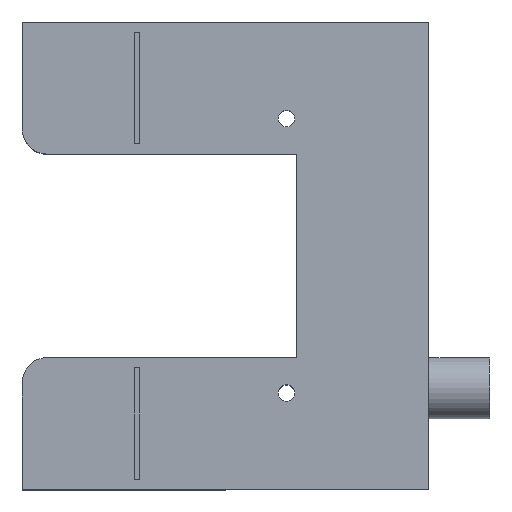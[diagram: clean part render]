
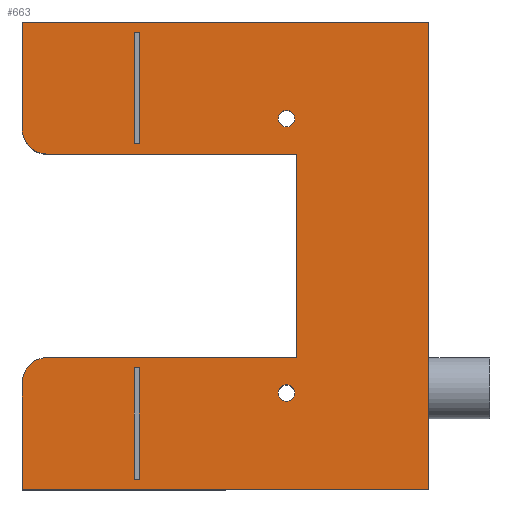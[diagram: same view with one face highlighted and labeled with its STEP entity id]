
A CAD part, top view. The second image highlights one B-rep face of the part: STEP entity #663.
In plain terms, the highlighted planar face has unit normal (0, 0, 1).
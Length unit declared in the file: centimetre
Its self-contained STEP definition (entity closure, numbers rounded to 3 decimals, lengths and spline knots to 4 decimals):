
#89=CIRCLE('',#700,0.5);
#90=CIRCLE('',#701,0.5);
#91=CIRCLE('',#702,0.1621);
#92=CIRCLE('',#703,0.1621);
#101=VERTEX_POINT('',#875);
#102=VERTEX_POINT('',#877);
#104=VERTEX_POINT('',#883);
#106=VERTEX_POINT('',#889);
#109=VERTEX_POINT('',#900);
#110=VERTEX_POINT('',#902);
#112=VERTEX_POINT('',#908);
#114=VERTEX_POINT('',#914);
#115=VERTEX_POINT('',#922);
#116=VERTEX_POINT('',#923);
#117=VERTEX_POINT('',#925);
#118=VERTEX_POINT('',#927);
#119=VERTEX_POINT('',#929);
#120=VERTEX_POINT('',#931);
#121=VERTEX_POINT('',#933);
#122=VERTEX_POINT('',#935);
#123=VERTEX_POINT('',#937);
#124=VERTEX_POINT('',#939);
#125=VERTEX_POINT('',#942);
#126=VERTEX_POINT('',#944);
#159=VECTOR('',#738,1.);
#162=VECTOR('',#742,1.);
#165=VECTOR('',#746,1.);
#168=VECTOR('',#750,1.);
#171=VECTOR('',#755,1.);
#174=VECTOR('',#759,1.);
#177=VECTOR('',#763,1.);
#180=VECTOR('',#767,1.);
#181=VECTOR('',#770,1.);
#182=VECTOR('',#771,1.);
#183=VECTOR('',#772,1.);
#184=VECTOR('',#773,1.);
#185=VECTOR('',#774,1.);
#186=VECTOR('',#777,1.);
#187=VECTOR('',#778,1.);
#188=VECTOR('',#779,1.);
#233=LINE('',#876,#159);
#236=LINE('',#882,#162);
#239=LINE('',#888,#165);
#242=LINE('',#893,#168);
#245=LINE('',#901,#171);
#248=LINE('',#907,#174);
#251=LINE('',#913,#177);
#254=LINE('',#918,#180);
#255=LINE('',#921,#181);
#256=LINE('',#924,#182);
#257=LINE('',#926,#183);
#258=LINE('',#928,#184);
#259=LINE('',#930,#185);
#260=LINE('',#934,#186);
#261=LINE('',#936,#187);
#262=LINE('',#938,#188);
#307=EDGE_CURVE('',#102,#101,#233,.T.);
#310=EDGE_CURVE('',#104,#102,#236,.T.);
#313=EDGE_CURVE('',#106,#104,#239,.T.);
#316=EDGE_CURVE('',#101,#106,#242,.T.);
#319=EDGE_CURVE('',#110,#109,#245,.T.);
#322=EDGE_CURVE('',#112,#110,#248,.T.);
#325=EDGE_CURVE('',#114,#112,#251,.T.);
#328=EDGE_CURVE('',#109,#114,#254,.T.);
#329=EDGE_CURVE('',#115,#116,#255,.T.);
#330=EDGE_CURVE('',#117,#115,#256,.T.);
#331=EDGE_CURVE('',#118,#117,#257,.T.);
#332=EDGE_CURVE('',#119,#118,#258,.T.);
#333=EDGE_CURVE('',#120,#119,#259,.T.);
#334=EDGE_CURVE('',#121,#120,#89,.T.);
#335=EDGE_CURVE('',#122,#121,#260,.T.);
#336=EDGE_CURVE('',#123,#122,#261,.T.);
#337=EDGE_CURVE('',#124,#123,#262,.T.);
#338=EDGE_CURVE('',#116,#124,#90,.T.);
#339=EDGE_CURVE('',#125,#125,#91,.T.);
#340=EDGE_CURVE('',#126,#126,#92,.T.);
#429=ORIENTED_EDGE('',*,*,#329,.F.);
#430=ORIENTED_EDGE('',*,*,#330,.F.);
#431=ORIENTED_EDGE('',*,*,#331,.F.);
#432=ORIENTED_EDGE('',*,*,#332,.F.);
#433=ORIENTED_EDGE('',*,*,#333,.F.);
#434=ORIENTED_EDGE('',*,*,#334,.F.);
#435=ORIENTED_EDGE('',*,*,#335,.F.);
#436=ORIENTED_EDGE('',*,*,#336,.F.);
#437=ORIENTED_EDGE('',*,*,#337,.F.);
#438=ORIENTED_EDGE('',*,*,#338,.F.);
#439=ORIENTED_EDGE('',*,*,#339,.T.);
#440=ORIENTED_EDGE('',*,*,#340,.T.);
#441=ORIENTED_EDGE('',*,*,#319,.T.);
#442=ORIENTED_EDGE('',*,*,#328,.T.);
#443=ORIENTED_EDGE('',*,*,#325,.T.);
#444=ORIENTED_EDGE('',*,*,#322,.T.);
#445=ORIENTED_EDGE('',*,*,#307,.T.);
#446=ORIENTED_EDGE('',*,*,#316,.T.);
#447=ORIENTED_EDGE('',*,*,#313,.T.);
#448=ORIENTED_EDGE('',*,*,#310,.T.);
#567=EDGE_LOOP('',(#429,#430,#431,#432,#433,#434,#435,#436,#437,#438));
#568=EDGE_LOOP('',(#439));
#569=EDGE_LOOP('',(#440));
#570=EDGE_LOOP('',(#441,#442,#443,#444));
#571=EDGE_LOOP('',(#445,#446,#447,#448));
#615=FACE_BOUND('',#567,.T.);
#616=FACE_BOUND('',#568,.T.);
#617=FACE_BOUND('',#569,.T.);
#618=FACE_BOUND('',#570,.T.);
#619=FACE_BOUND('',#571,.T.);
#663=ADVANCED_FACE('',(#615,#616,#617,#618,#619),#1058,.T.);
#699=AXIS2_PLACEMENT_3D('',#920,#769,$);
#700=AXIS2_PLACEMENT_3D('',#932,#775,#776);
#701=AXIS2_PLACEMENT_3D('',#940,#780,#781);
#702=AXIS2_PLACEMENT_3D('',#941,#782,#783);
#703=AXIS2_PLACEMENT_3D('',#943,#784,#785);
#738=DIRECTION('',(1.,0.,0.));
#742=DIRECTION('',(0.,1.,0.));
#746=DIRECTION('',(-1.,0.,0.));
#750=DIRECTION('',(0.,-1.,0.));
#755=DIRECTION('',(-1.,0.,0.));
#759=DIRECTION('',(0.,-1.,0.));
#763=DIRECTION('',(1.,0.,0.));
#767=DIRECTION('',(0.,1.,0.));
#769=DIRECTION('',(0.,0.,1.));
#770=DIRECTION('',(0.,1.,0.));
#771=DIRECTION('',(-1.,0.,0.));
#772=DIRECTION('',(0.,-1.,0.));
#773=DIRECTION('',(1.,0.,0.));
#774=DIRECTION('',(0.,1.,0.));
#775=DIRECTION('',(0.,0.,-1.));
#776=DIRECTION('',(0.5,0.,0.));
#777=DIRECTION('',(-1.,0.,0.));
#778=DIRECTION('',(0.,1.,0.));
#779=DIRECTION('',(1.,0.,0.));
#780=DIRECTION('',(0.,0.,-1.));
#781=DIRECTION('',(0.5,0.,0.));
#782=DIRECTION('',(0.,0.,-1.));
#783=DIRECTION('',(0.,0.162,0.));
#784=DIRECTION('',(0.,0.,-1.));
#785=DIRECTION('',(0.,0.162,0.));
#875=CARTESIAN_POINT('',(2.3,2.4,3.9));
#876=CARTESIAN_POINT('',(3.2291,2.4,3.9));
#877=CARTESIAN_POINT('',(2.2,2.4,3.9));
#882=CARTESIAN_POINT('',(2.2,2.95,3.9));
#883=CARTESIAN_POINT('',(2.2,0.2,3.9));
#888=CARTESIAN_POINT('',(3.2291,0.2,3.9));
#889=CARTESIAN_POINT('',(2.3,0.2,3.9));
#893=CARTESIAN_POINT('',(2.3,2.95,3.9));
#900=CARTESIAN_POINT('',(2.2,6.8,3.9));
#901=CARTESIAN_POINT('',(3.2291,6.8,3.9));
#902=CARTESIAN_POINT('',(2.3,6.8,3.9));
#907=CARTESIAN_POINT('',(2.3,6.25,3.9));
#908=CARTESIAN_POINT('',(2.3,9.,3.9));
#913=CARTESIAN_POINT('',(3.2291,9.,3.9));
#914=CARTESIAN_POINT('',(2.2,9.,3.9));
#918=CARTESIAN_POINT('',(2.2,6.25,3.9));
#920=CARTESIAN_POINT('',(4.2082,4.6,3.9));
#921=CARTESIAN_POINT('',(0.,2.1,3.9));
#922=CARTESIAN_POINT('',(0.,0.,3.9));
#923=CARTESIAN_POINT('',(0.,2.1,3.9));
#924=CARTESIAN_POINT('',(0.,0.,3.9));
#925=CARTESIAN_POINT('',(8.,0.,3.9));
#926=CARTESIAN_POINT('',(8.,0.,3.9));
#927=CARTESIAN_POINT('',(8.,9.2,3.9));
#928=CARTESIAN_POINT('',(8.,9.2,3.9));
#929=CARTESIAN_POINT('',(0.,9.2,3.9));
#930=CARTESIAN_POINT('',(0.,9.2,3.9));
#931=CARTESIAN_POINT('',(0.,7.1,3.9));
#932=CARTESIAN_POINT('',(0.5,7.1,3.9));
#933=CARTESIAN_POINT('',(0.5,6.6,3.9));
#934=CARTESIAN_POINT('',(0.5,6.6,3.9));
#935=CARTESIAN_POINT('',(5.4,6.6,3.9));
#936=CARTESIAN_POINT('',(5.4,6.6,3.9));
#937=CARTESIAN_POINT('',(5.4,2.6,3.9));
#938=CARTESIAN_POINT('',(5.4,2.6,3.9));
#939=CARTESIAN_POINT('',(0.5,2.6,3.9));
#940=CARTESIAN_POINT('',(0.5,2.1,3.9));
#941=CARTESIAN_POINT('',(5.2,7.3,3.9));
#942=CARTESIAN_POINT('',(5.2,7.4621,3.9));
#943=CARTESIAN_POINT('',(5.2,1.9,3.9));
#944=CARTESIAN_POINT('',(5.2,2.0621,3.9));
#1058=PLANE('',#699);
